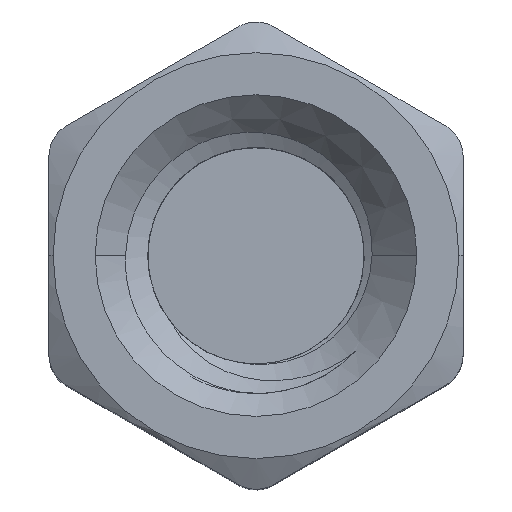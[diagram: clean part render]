
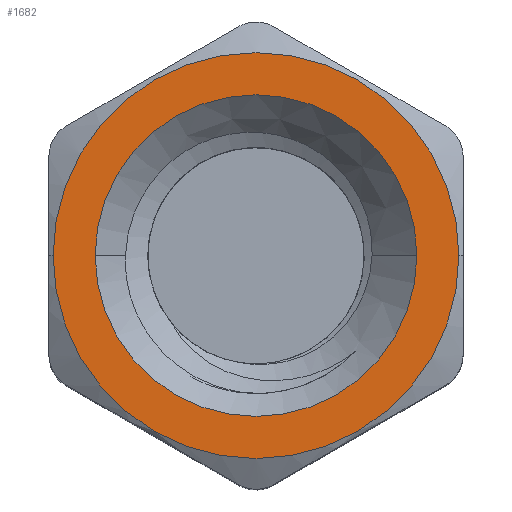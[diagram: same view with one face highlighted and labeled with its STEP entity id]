
A CAD part, top view. The second image highlights one B-rep face of the part: STEP entity #1682.
In plain terms, the highlighted planar face has unit normal (0, 0, 1).
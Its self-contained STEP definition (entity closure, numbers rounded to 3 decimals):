
#326 = CARTESIAN_POINT ( 'NONE',  ( 0., 0., 5. ) ) ;
#360 = CARTESIAN_POINT ( 'NONE',  ( 0., 0., 5. ) ) ;
#454 = PLANE ( 'NONE',  #486 ) ;
#486 = AXIS2_PLACEMENT_3D ( 'NONE', #2453, #1034, #739 ) ;
#523 = CIRCLE ( 'NONE', #3605, 1.748 ) ;
#532 = CARTESIAN_POINT ( 'NONE',  ( 0., 0., 5. ) ) ;
#609 = VERTEX_POINT ( 'NONE', #3650 ) ;
#619 = CIRCLE ( 'NONE', #1083, 1.748 ) ;
#739 = DIRECTION ( 'NONE',  ( 0., 1., 0. ) ) ;
#788 = DIRECTION ( 'NONE',  ( 1., 0., 0. ) ) ;
#806 = CARTESIAN_POINT ( 'NONE',  ( 1.748, 0., 5. ) ) ;
#829 = EDGE_CURVE ( 'NONE', #2173, #609, #2755, .T. ) ;
#1034 = DIRECTION ( 'NONE',  ( 0., 0., -1. ) ) ;
#1083 = AXIS2_PLACEMENT_3D ( 'NONE', #360, #1796, #2640 ) ;
#1102 = CARTESIAN_POINT ( 'NONE',  ( 0., 0., 5. ) ) ;
#1186 = EDGE_LOOP ( 'NONE', ( #3565, #1930 ) ) ;
#1347 = EDGE_LOOP ( 'NONE', ( #3524, #2952 ) ) ;
#1531 = AXIS2_PLACEMENT_3D ( 'NONE', #532, #1915, #1680 ) ;
#1680 = DIRECTION ( 'NONE',  ( 1., 0., 0. ) ) ;
#1682 = ADVANCED_FACE ( 'NONE', ( #2734, #2516 ), #454, .F. ) ;
#1796 = DIRECTION ( 'NONE',  ( 0., 0., 1. ) ) ;
#1879 = EDGE_CURVE ( 'NONE', #3112, #2641, #523, .T. ) ;
#1915 = DIRECTION ( 'NONE',  ( 0., 0., 1. ) ) ;
#1918 = CARTESIAN_POINT ( 'NONE',  ( -1.748, 0., 5. ) ) ;
#1930 = ORIENTED_EDGE ( 'NONE', *, *, #829, .T. ) ;
#1950 = CARTESIAN_POINT ( 'NONE',  ( -2.205, 0., 5. ) ) ;
#2173 = VERTEX_POINT ( 'NONE', #1950 ) ;
#2175 = AXIS2_PLACEMENT_3D ( 'NONE', #326, #3187, #2297 ) ;
#2297 = DIRECTION ( 'NONE',  ( 1., 0., 0. ) ) ;
#2453 = CARTESIAN_POINT ( 'NONE',  ( 0., 1.75, 5. ) ) ;
#2476 = DIRECTION ( 'NONE',  ( 0., 0., 1. ) ) ;
#2516 = FACE_OUTER_BOUND ( 'NONE', #1186, .T. ) ;
#2640 = DIRECTION ( 'NONE',  ( 1., 0., 0. ) ) ;
#2641 = VERTEX_POINT ( 'NONE', #806 ) ;
#2734 = FACE_BOUND ( 'NONE', #1347, .T. ) ;
#2755 = CIRCLE ( 'NONE', #1531, 2.205 ) ;
#2799 = EDGE_CURVE ( 'NONE', #609, #2173, #3550, .T. ) ;
#2952 = ORIENTED_EDGE ( 'NONE', *, *, #1879, .F. ) ;
#3112 = VERTEX_POINT ( 'NONE', #1918 ) ;
#3187 = DIRECTION ( 'NONE',  ( 0., 0., 1. ) ) ;
#3406 = EDGE_CURVE ( 'NONE', #2641, #3112, #619, .T. ) ;
#3524 = ORIENTED_EDGE ( 'NONE', *, *, #3406, .F. ) ;
#3550 = CIRCLE ( 'NONE', #2175, 2.205 ) ;
#3565 = ORIENTED_EDGE ( 'NONE', *, *, #2799, .T. ) ;
#3605 = AXIS2_PLACEMENT_3D ( 'NONE', #1102, #2476, #788 ) ;
#3650 = CARTESIAN_POINT ( 'NONE',  ( 2.205, 0., 5. ) ) ;
